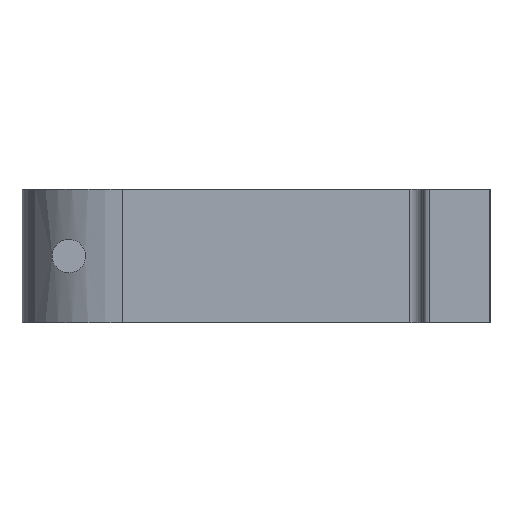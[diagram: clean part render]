
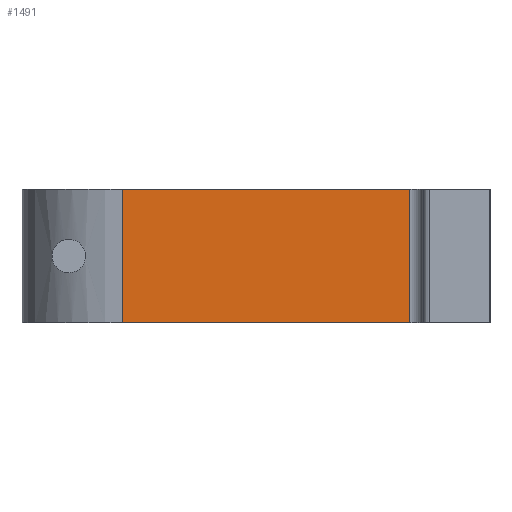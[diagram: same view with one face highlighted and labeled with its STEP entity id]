
A CAD part, left-side view. The second image highlights one B-rep face of the part: STEP entity #1491.
In plain terms, the highlighted planar face has unit normal (-1, 0, 0).
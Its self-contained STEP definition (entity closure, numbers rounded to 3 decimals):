
#7 = FACE_OUTER_BOUND ( 'NONE', #555, .T. ) ;
#99 = CARTESIAN_POINT ( 'NONE',  ( -22., -30., 0. ) ) ;
#123 = CARTESIAN_POINT ( 'NONE',  ( -22., 13., 20. ) ) ;
#213 = DIRECTION ( 'NONE',  ( 1., 0., 0. ) ) ;
#246 = EDGE_CURVE ( 'NONE', #1031, #705, #1135, .T. ) ;
#462 = LINE ( 'NONE', #1600, #1866 ) ;
#468 = VECTOR ( 'NONE', #1492, 1000. ) ;
#485 = VERTEX_POINT ( 'NONE', #1667 ) ;
#495 = VECTOR ( 'NONE', #2340, 1000. ) ;
#536 = CARTESIAN_POINT ( 'NONE',  ( -22., -30., 20. ) ) ;
#555 = EDGE_LOOP ( 'NONE', ( #1024, #1037, #1237, #1777 ) ) ;
#600 = CARTESIAN_POINT ( 'NONE',  ( -22., 28., 20. ) ) ;
#705 = VERTEX_POINT ( 'NONE', #99 ) ;
#709 = DIRECTION ( 'NONE',  ( 0., 0., -1. ) ) ;
#766 = DIRECTION ( 'NONE',  ( 0., 1., 0. ) ) ;
#777 = PLANE ( 'NONE',  #1721 ) ;
#875 = CARTESIAN_POINT ( 'NONE',  ( -22., 13., 20. ) ) ;
#1024 = ORIENTED_EDGE ( 'NONE', *, *, #1506, .F. ) ;
#1031 = VERTEX_POINT ( 'NONE', #1528 ) ;
#1035 = DIRECTION ( 'NONE',  ( 0., -1., 0. ) ) ;
#1037 = ORIENTED_EDGE ( 'NONE', *, *, #2241, .T. ) ;
#1079 = VERTEX_POINT ( 'NONE', #123 ) ;
#1135 = LINE ( 'NONE', #536, #1812 ) ;
#1237 = ORIENTED_EDGE ( 'NONE', *, *, #2088, .T. ) ;
#1451 = LINE ( 'NONE', #875, #495 ) ;
#1491 = ADVANCED_FACE ( 'NONE', ( #7 ), #777, .F. ) ;
#1492 = DIRECTION ( 'NONE',  ( 0., -1., 0. ) ) ;
#1506 = EDGE_CURVE ( 'NONE', #1079, #1031, #1817, .T. ) ;
#1528 = CARTESIAN_POINT ( 'NONE',  ( -22., -30., 20. ) ) ;
#1600 = CARTESIAN_POINT ( 'NONE',  ( -22., 28., 0. ) ) ;
#1667 = CARTESIAN_POINT ( 'NONE',  ( -22., 13., 0. ) ) ;
#1721 = AXIS2_PLACEMENT_3D ( 'NONE', #600, #213, #766 ) ;
#1777 = ORIENTED_EDGE ( 'NONE', *, *, #246, .F. ) ;
#1812 = VECTOR ( 'NONE', #709, 1000. ) ;
#1817 = LINE ( 'NONE', #2006, #468 ) ;
#1866 = VECTOR ( 'NONE', #1035, 1000. ) ;
#2006 = CARTESIAN_POINT ( 'NONE',  ( -22., 28., 20. ) ) ;
#2088 = EDGE_CURVE ( 'NONE', #485, #705, #462, .T. ) ;
#2241 = EDGE_CURVE ( 'NONE', #1079, #485, #1451, .T. ) ;
#2340 = DIRECTION ( 'NONE',  ( 0., 0., -1. ) ) ;
